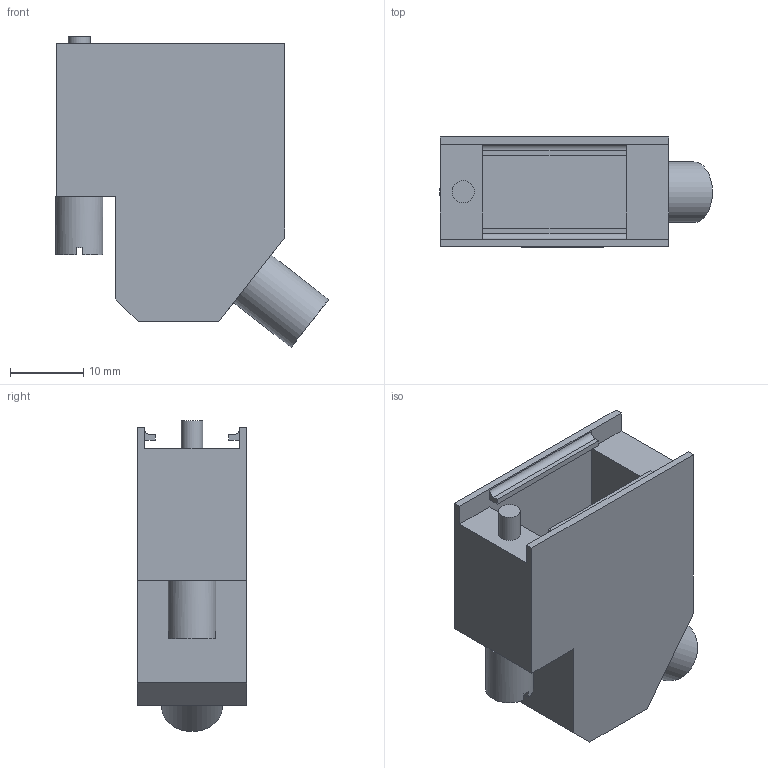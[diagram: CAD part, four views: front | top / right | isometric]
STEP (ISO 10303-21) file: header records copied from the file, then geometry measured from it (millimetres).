
FILE_DESCRIPTION(/* description */ (''),/* implementation_level */ '2;1');
FILE_NAME(/* name */ '100101759ugm000_a.stp',/* time_stamp */ '2014-03-18T14:27:00+01:00',/* author */ (''),/* organization */ (''),/* preprocessor_version */ 'ST-DEVELOPER v15',/* originating_system */ 'SIEMENS PLM Software NX 8.5',/* authorisation */ '');
FILE_SCHEMA (('AUTOMOTIVE_DESIGN { 1 0 10303 214 3 1 1 1 }'));
Length unit declared in the file: millimetre
Products named in the file (1): 100101759ugm000_a
Bounding box: 37.38 x 15 x 42.59 mm (x, y, z)
Volume: 10527.5 mm3; surface area: 5701.1 mm2
Topology: 1 solids, 1 shells, 41 faces, 115 edges, 123 vertices
Faces by surface type: plane 36, cylinder 5
Full cylindrical faces by diameter (mm): 3 x1, 6.5 x1, 8.3 x1
Entity records: 1715 total; most frequent: CARTESIAN_POINT 253, DIRECTION 212, ORIENTED_EDGE 200, EDGE_CURVE 100, LINE 96, VECTOR 96, PRESENTATION_STYLE_ASSIGNMENT 74, VERTEX_POINT 68
